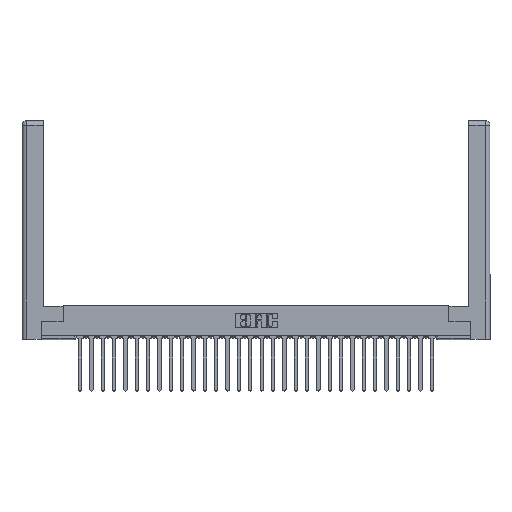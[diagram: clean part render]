
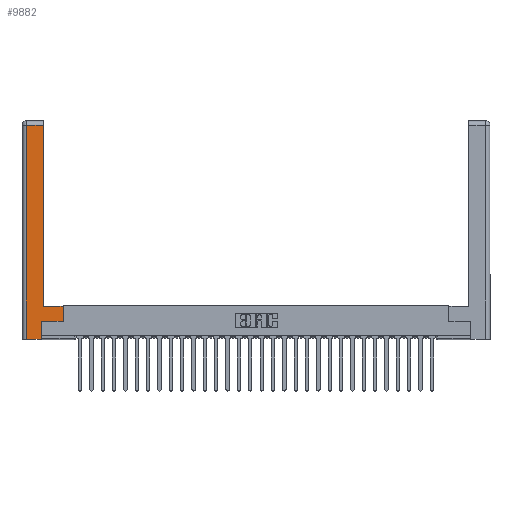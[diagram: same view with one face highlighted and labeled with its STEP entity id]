
A CAD part, top view. The second image highlights one B-rep face of the part: STEP entity #9882.
In plain terms, the highlighted planar face has unit normal (0, 0, 1).
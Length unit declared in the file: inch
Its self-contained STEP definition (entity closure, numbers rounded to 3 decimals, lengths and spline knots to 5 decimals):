
#89 = LINE ( 'NONE', #24223, #5920 ) ;
#440 = FACE_OUTER_BOUND ( 'NONE', #17298, .T. ) ;
#1023 = CARTESIAN_POINT ( 'NONE',  ( 0.565, 0.45, 0. ) ) ;
#2540 = EDGE_CURVE ( 'NONE', #22954, #32269, #16953, .T. ) ;
#2874 = EDGE_CURVE ( 'NONE', #29522, #27996, #89, .T. ) ;
#3575 = LINE ( 'NONE', #1023, #22707 ) ;
#3615 = VECTOR ( 'NONE', #24022, 39.37008 ) ;
#3806 = CARTESIAN_POINT ( 'NONE',  ( 0.265, 0.245, 0. ) ) ;
#4059 = DIRECTION ( 'NONE',  ( -1., 0., 0. ) ) ;
#4249 = LINE ( 'NONE', #26717, #15525 ) ;
#4453 = DIRECTION ( 'NONE',  ( -1., 0., 0. ) ) ;
#5920 = VECTOR ( 'NONE', #13847, 39.37008 ) ;
#6174 = CARTESIAN_POINT ( 'NONE',  ( 0.265, 0., 0. ) ) ;
#6361 = VERTEX_POINT ( 'NONE', #23926 ) ;
#6600 = ORIENTED_EDGE ( 'NONE', *, *, #2874, .T. ) ;
#6640 = DIRECTION ( 'NONE',  ( 0., 1., 0. ) ) ;
#7918 = VERTEX_POINT ( 'NONE', #28047 ) ;
#8306 = CARTESIAN_POINT ( 'NONE',  ( 0.295, 0.45, 0. ) ) ;
#8555 = ORIENTED_EDGE ( 'NONE', *, *, #12512, .T. ) ;
#8807 = LINE ( 'NONE', #8306, #23636 ) ;
#9882 = ADVANCED_FACE ( 'NONE', ( #440 ), #31543, .F. ) ;
#9890 = CARTESIAN_POINT ( 'NONE',  ( 0.0615, 0., 0. ) ) ;
#11560 = CARTESIAN_POINT ( 'NONE',  ( 0.0615, 2.94, 0. ) ) ;
#11965 = CARTESIAN_POINT ( 'NONE',  ( 0.295, 3., 0. ) ) ;
#12186 = VERTEX_POINT ( 'NONE', #12327 ) ;
#12327 = CARTESIAN_POINT ( 'NONE',  ( 0.565, 0.45, 0. ) ) ;
#12512 = EDGE_CURVE ( 'NONE', #7918, #29522, #4249, .T. ) ;
#13847 = DIRECTION ( 'NONE',  ( 0., -1., 0. ) ) ;
#13857 = ORIENTED_EDGE ( 'NONE', *, *, #26663, .T. ) ;
#14383 = LINE ( 'NONE', #3806, #26053 ) ;
#15525 = VECTOR ( 'NONE', #4453, 39.37008 ) ;
#15777 = EDGE_CURVE ( 'NONE', #32269, #12186, #3575, .T. ) ;
#16953 = LINE ( 'NONE', #23669, #3615 ) ;
#17294 = CARTESIAN_POINT ( 'NONE',  ( 0.265, 0.245, 0. ) ) ;
#17298 = EDGE_LOOP ( 'NONE', ( #18636, #8555, #6600, #19208, #32288, #20793, #27159, #13857 ) ) ;
#17471 = AXIS2_PLACEMENT_3D ( 'NONE', #31295, #26525, #4059 ) ;
#18634 = DIRECTION ( 'NONE',  ( 1., 0., 0. ) ) ;
#18636 = ORIENTED_EDGE ( 'NONE', *, *, #19211, .T. ) ;
#19208 = ORIENTED_EDGE ( 'NONE', *, *, #29459, .T. ) ;
#19211 = EDGE_CURVE ( 'NONE', #26235, #7918, #24823, .T. ) ;
#19372 = DIRECTION ( 'NONE',  ( 0., 1., 0. ) ) ;
#20371 = LINE ( 'NONE', #6174, #23906 ) ;
#20793 = ORIENTED_EDGE ( 'NONE', *, *, #2540, .T. ) ;
#21998 = CARTESIAN_POINT ( 'NONE',  ( 0.295, 0.45, 0. ) ) ;
#22241 = CARTESIAN_POINT ( 'NONE',  ( 0.565, 0.245, 0. ) ) ;
#22707 = VECTOR ( 'NONE', #30995, 39.37008 ) ;
#22954 = VERTEX_POINT ( 'NONE', #17294 ) ;
#23470 = DIRECTION ( 'NONE',  ( -1., 0., 0. ) ) ;
#23636 = VECTOR ( 'NONE', #23470, 39.37008 ) ;
#23669 = CARTESIAN_POINT ( 'NONE',  ( 0.565, 0.245, 0. ) ) ;
#23906 = VECTOR ( 'NONE', #18634, 39.37008 ) ;
#23926 = CARTESIAN_POINT ( 'NONE',  ( 0.265, 0., 0. ) ) ;
#24022 = DIRECTION ( 'NONE',  ( 1., 0., 0. ) ) ;
#24223 = CARTESIAN_POINT ( 'NONE',  ( 0.0615, 0., 0. ) ) ;
#24823 = LINE ( 'NONE', #11965, #29514 ) ;
#26053 = VECTOR ( 'NONE', #6640, 39.37008 ) ;
#26235 = VERTEX_POINT ( 'NONE', #21998 ) ;
#26525 = DIRECTION ( 'NONE',  ( 0., 0., -1. ) ) ;
#26663 = EDGE_CURVE ( 'NONE', #12186, #26235, #8807, .T. ) ;
#26717 = CARTESIAN_POINT ( 'NONE',  ( 0.0615, 2.94, 0. ) ) ;
#27159 = ORIENTED_EDGE ( 'NONE', *, *, #15777, .T. ) ;
#27996 = VERTEX_POINT ( 'NONE', #9890 ) ;
#28047 = CARTESIAN_POINT ( 'NONE',  ( 0.295, 2.94, 0. ) ) ;
#29459 = EDGE_CURVE ( 'NONE', #27996, #6361, #20371, .T. ) ;
#29514 = VECTOR ( 'NONE', #19372, 39.37008 ) ;
#29522 = VERTEX_POINT ( 'NONE', #11560 ) ;
#30995 = DIRECTION ( 'NONE',  ( 0., 1., 0. ) ) ;
#31295 = CARTESIAN_POINT ( 'NONE',  ( 0., 0., 0. ) ) ;
#31543 = PLANE ( 'NONE',  #17471 ) ;
#31916 = EDGE_CURVE ( 'NONE', #6361, #22954, #14383, .T. ) ;
#32269 = VERTEX_POINT ( 'NONE', #22241 ) ;
#32288 = ORIENTED_EDGE ( 'NONE', *, *, #31916, .T. ) ;
